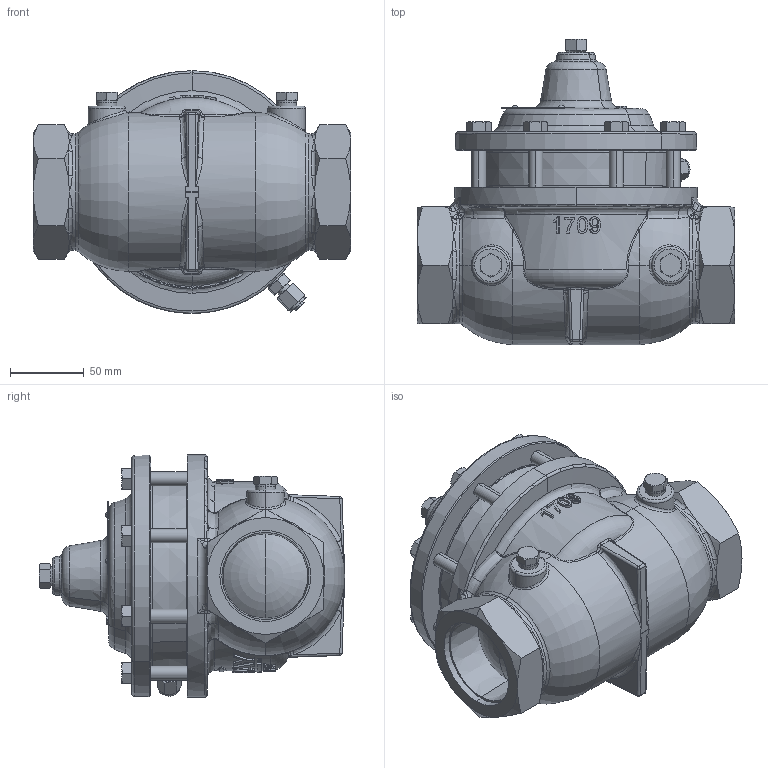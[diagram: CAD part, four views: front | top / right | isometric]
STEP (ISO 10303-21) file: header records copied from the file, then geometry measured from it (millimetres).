
FILE_DESCRIPTION (( 'STEP AP203' ), '1' );
FILE_NAME ('2 INCH 212 SMT DA5 (EMC3).STEP', '2013-11-07T18:40:05', ( 'PCTech' ), ( 'Microsoft' ), 'SwSTEP 2.0', 'SolidWorks 2013', '' );
FILE_SCHEMA (( 'CONFIG_CONTROL_DESIGN' ));
Length unit declared in the file: inch
Products named in the file (1): 2 INCH 212 SMT DA5 (EMC3)
Bounding box: 215.9 x 207.77 x 165.1 mm (x, y, z)
Volume: 2649223.1 mm3; surface area: 168779 mm2
Topology: 1 solids, 1 shells, 1170 faces, 2996 edges, 1855 vertices
Faces by surface type: plane 472, bspline 332, cone 161, cylinder 126, torus 63, sphere 16
Entity records: 59714 total; most frequent: CARTESIAN_POINT 34326, ORIENTED_EDGE 5904, DIRECTION 4282, EDGE_CURVE 2952, VERTEX_POINT 1855, AXIS2_PLACEMENT_3D 1553, EDGE_LOOP 1257, LINE 1176
